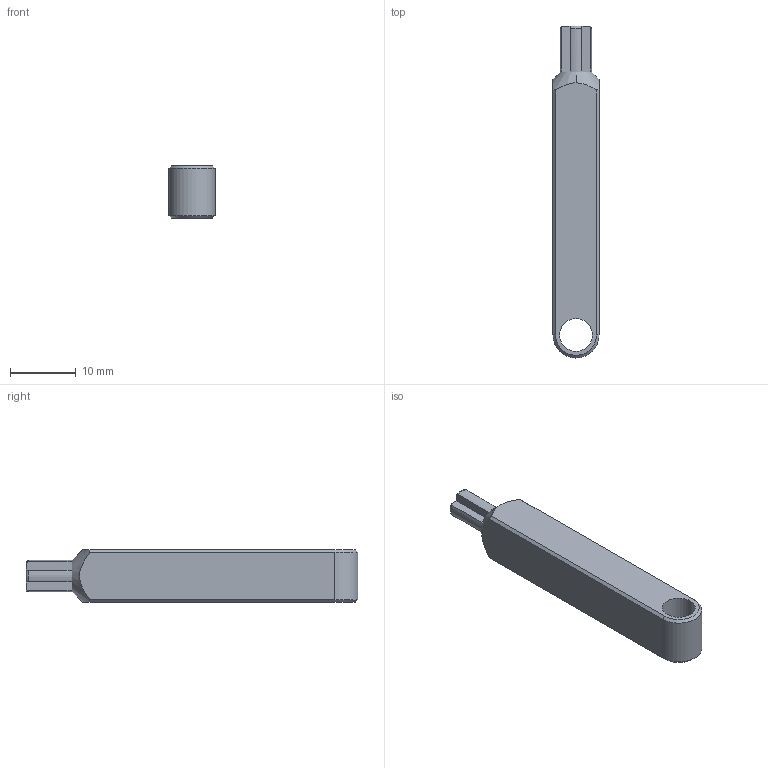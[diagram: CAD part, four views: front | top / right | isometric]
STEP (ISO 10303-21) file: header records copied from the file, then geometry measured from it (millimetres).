
FILE_DESCRIPTION (( 'STEP AP214' ), '1' );
FILE_NAME ('slicer_shaft.STEP', '2025-10-02T14:49:44', ( '' ), ( '' ), 'SwSTEP 2.0', 'SolidWorks 2025', '' );
FILE_SCHEMA (( 'AUTOMOTIVE_DESIGN' ));
Length unit declared in the file: millimetre
Products named in the file (1): slicer_shaft
Bounding box: 7 x 50.5 x 8 mm (x, y, z)
Volume: 2274.7 mm3; surface area: 1510.1 mm2
Topology: 1 solids, 1 shells, 38 faces, 94 edges, 58 vertices
Faces by surface type: plane 21, cylinder 8, torus 5, cone 4
Entity records: 1228 total; most frequent: CARTESIAN_POINT 313, ORIENTED_EDGE 188, DIRECTION 183, EDGE_CURVE 94, AXIS2_PLACEMENT_3D 68, VERTEX_POINT 58, LINE 47, VECTOR 47
